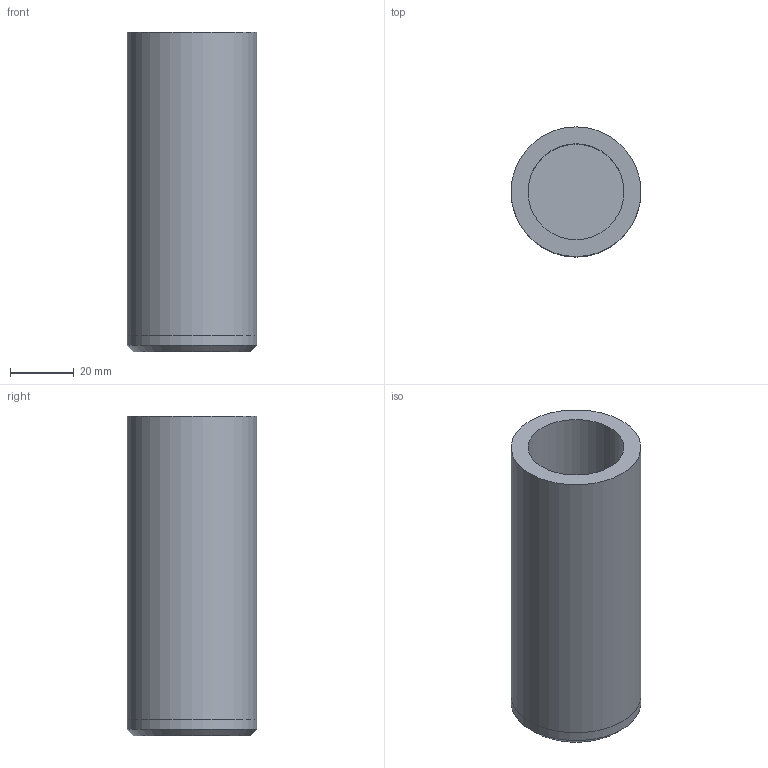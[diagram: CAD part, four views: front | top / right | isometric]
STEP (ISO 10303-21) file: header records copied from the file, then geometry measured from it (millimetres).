
FILE_DESCRIPTION(('FreeCAD Model'),'2;1');
FILE_NAME('tube_béquille.step', '2020-11-21T11:06:14',('Author'),(''), 'Open CASCADE STEP processor 7.3','FreeCAD','Unknown');
FILE_SCHEMA(('AUTOMOTIVE_DESIGN { 1 0 10303 214 1 1 1 1 }'));
Length unit declared in the file: millimetre
Products named in the file (1): anneau-base001
Bounding box: 40.6 x 40.6 x 100 mm (x, y, z)
Volume: 62063.6 mm3; surface area: 24143 mm2
Topology: 1 solids, 1 shells, 7 faces, 10 edges, 6 vertices
Faces by surface type: cylinder 3, plane 3, cone 1
Full cylindrical faces by diameter (mm): 30 x1, 40.6 x2
Entity records: 305 total; most frequent: DIRECTION 52, CARTESIAN_POINT 44, ORIENTED_EDGE 20, LINE 20, VECTOR 20, PCURVE 20, DEFINITIONAL_REPRESENTATION 20, AXIS2_PLACEMENT_3D 14
